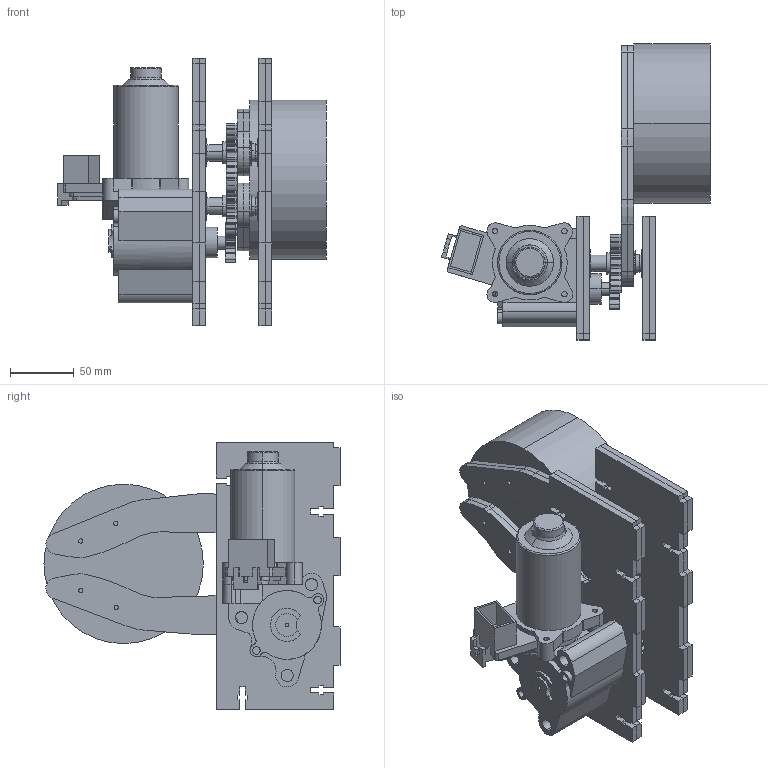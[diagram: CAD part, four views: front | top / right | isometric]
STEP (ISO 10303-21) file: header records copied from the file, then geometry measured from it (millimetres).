
FILE_DESCRIPTION (( 'STEP AP203' ), '1' );
FILE_NAME ('Sys_V4.STEP', '2020-05-09T16:42:11', ( '' ), ( '' ), 'SwSTEP 2.0', 'SolidWorks 2017', '' );
FILE_SCHEMA (( 'CONFIG_CONTROL_DESIGN' ));
Length unit declared in the file: millimetre
Products named in the file (13): Finger_1; radial ball bearing_68_din_DIN 625 - 61900 - 10,SI,NC,10_68; Plate_V4_1; Shaft; Motor; Gear_1; circlip for shafts normal_din_Circlip DIN 471 - 14 x 1; Ambo; Gear_2; Plate_V4_4; Plate_V4_2; Sys_V4; Plate_V4_3
Assembly tree (21 placements, depth 2):
  Sys_V4
    Motor
    Plate_V4_1
    Plate_V4_2
    radial ball bearing_68_din_DIN 625 - 61900 - 10,SI,NC,10_68  x4
    Shaft  x2
    Gear_1
    Gear_2  x2
    Finger_1  x4
    circlip for shafts normal_din_Circlip DIN 471 - 14 x 1  x2
    Plate_V4_3
    Plate_V4_4
    Ambo
Bounding box: 210.8 x 232.23 x 210 mm (x, y, z)
Volume: 1730506.9 mm3; surface area: 357890.9 mm2
Topology: 22 solids, 22 shells, 1088 faces, 2965 edges, 1952 vertices
Faces by surface type: cylinder 590, plane 435, torus 52, bspline 9, cone 2
Entity records: 26768 total; most frequent: CARTESIAN_POINT 4474, DIRECTION 4460, ORIENTED_EDGE 4298, EDGE_CURVE 2149, AXIS2_PLACEMENT_3D 1544, VERTEX_POINT 1424, VECTOR 1372, LINE 1372
